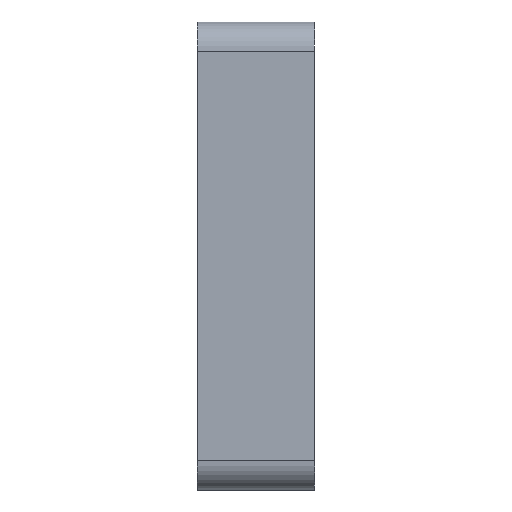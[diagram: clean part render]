
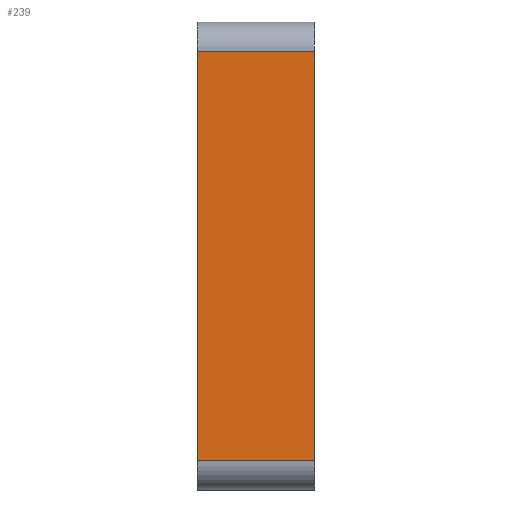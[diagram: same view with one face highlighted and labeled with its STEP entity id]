
A CAD part, left-side view. The second image highlights one B-rep face of the part: STEP entity #239.
In plain terms, the highlighted planar face has unit normal (-1, 0, 0).
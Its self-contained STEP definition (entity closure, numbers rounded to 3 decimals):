
#157 = ORIENTED_EDGE ( 'NONE', *, *, #268, .T. ) ;
#161 = VERTEX_POINT ( 'NONE', #809 ) ;
#164 = EDGE_CURVE ( 'NONE', #161, #533, #805, .T. ) ;
#176 = EDGE_CURVE ( 'NONE', #185, #206, #795, .T. ) ;
#185 = VERTEX_POINT ( 'NONE', #846 ) ;
#206 = VERTEX_POINT ( 'NONE', #874 ) ;
#212 = EDGE_LOOP ( 'NONE', ( #230, #237, #240, #157 ) ) ;
#230 = ORIENTED_EDGE ( 'NONE', *, *, #164, .F. ) ;
#237 = ORIENTED_EDGE ( 'NONE', *, *, #238, .T. ) ;
#238 = EDGE_CURVE ( 'NONE', #161, #185, #883, .T. ) ;
#239 = ADVANCED_FACE ( 'NONE', ( #880 ), #895, .F. ) ;
#240 = ORIENTED_EDGE ( 'NONE', *, *, #176, .T. ) ;
#268 = EDGE_CURVE ( 'NONE', #206, #533, #942, .T. ) ;
#533 = VERTEX_POINT ( 'NONE', #1408 ) ;
#795 = LINE ( 'NONE', #850, #849 ) ;
#798 = DIRECTION ( 'NONE',  ( 0., 0., 1. ) ) ;
#799 = VECTOR ( 'NONE', #798, 1000. ) ;
#800 = CARTESIAN_POINT ( 'NONE',  ( -40., 10., 20. ) ) ;
#805 = LINE ( 'NONE', #800, #799 ) ;
#809 = CARTESIAN_POINT ( 'NONE',  ( -40., 10., -17.5 ) ) ;
#846 = CARTESIAN_POINT ( 'NONE',  ( -40., 0., -17.5 ) ) ;
#848 = DIRECTION ( 'NONE',  ( 0., 0., 1. ) ) ;
#849 = VECTOR ( 'NONE', #848, 1000. ) ;
#850 = CARTESIAN_POINT ( 'NONE',  ( -40., 0., 20. ) ) ;
#874 = CARTESIAN_POINT ( 'NONE',  ( -40., 0., 17.5 ) ) ;
#880 = FACE_OUTER_BOUND ( 'NONE', #212, .T. ) ;
#882 = CARTESIAN_POINT ( 'NONE',  ( -40., 10., -17.5 ) ) ;
#883 = LINE ( 'NONE', #882, #939 ) ;
#884 = AXIS2_PLACEMENT_3D ( 'NONE', #940, #933, #932 ) ;
#895 = PLANE ( 'NONE',  #884 ) ;
#932 = DIRECTION ( 'NONE',  ( 0., 0., -1. ) ) ;
#933 = DIRECTION ( 'NONE',  ( 1., 0., 0. ) ) ;
#938 = DIRECTION ( 'NONE',  ( 0., -1., 0. ) ) ;
#939 = VECTOR ( 'NONE', #938, 1000. ) ;
#940 = CARTESIAN_POINT ( 'NONE',  ( -40., 10., 20. ) ) ;
#942 = LINE ( 'NONE', #964, #1006 ) ;
#963 = DIRECTION ( 'NONE',  ( 0., 1., 0. ) ) ;
#964 = CARTESIAN_POINT ( 'NONE',  ( -40., 10., 17.5 ) ) ;
#1006 = VECTOR ( 'NONE', #963, 1000. ) ;
#1408 = CARTESIAN_POINT ( 'NONE',  ( -40., 10., 17.5 ) ) ;
